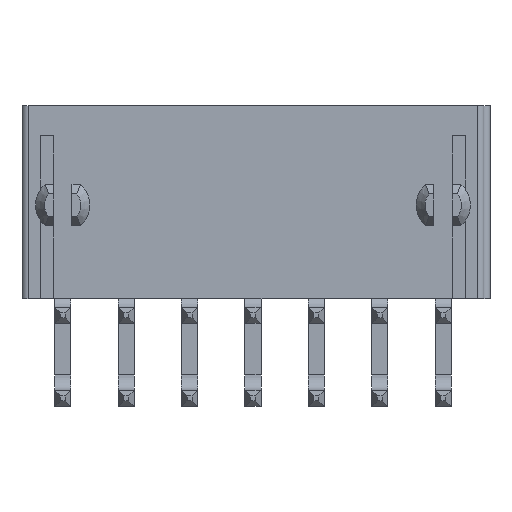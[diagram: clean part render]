
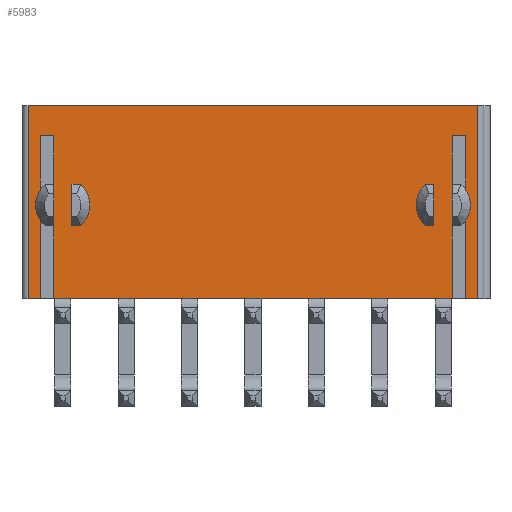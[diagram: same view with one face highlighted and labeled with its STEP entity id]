
A CAD part, front view. The second image highlights one B-rep face of the part: STEP entity #5983.
In plain terms, the highlighted planar face has unit normal (0, -1, 0).
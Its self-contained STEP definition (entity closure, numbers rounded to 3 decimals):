
#22=DIRECTION('',(-1.,0.,0.));
#23=VECTOR('',#22,29.8);
#24=CARTESIAN_POINT('',(14.9,0.4,0.));
#25=LINE('',#24,#23);
#369=DIRECTION('',(0.,0.,1.));
#370=VECTOR('',#369,12.8);
#371=CARTESIAN_POINT('',(-14.9,0.4,-12.8));
#372=LINE('',#371,#370);
#378=DIRECTION('',(0.,0.,-1.));
#379=VECTOR('',#378,2.741);
#380=CARTESIAN_POINT('',(11.99,0.4,-5.23));
#381=LINE('',#380,#379);
#382=DIRECTION('',(0.,0.,1.));
#383=VECTOR('',#382,2.741);
#384=CARTESIAN_POINT('',(-11.99,0.4,-7.97));
#385=LINE('',#384,#383);
#386=DIRECTION('',(-1.,0.,0.));
#387=VECTOR('',#386,0.89);
#388=CARTESIAN_POINT('',(14.1,0.4,-2.));
#389=LINE('',#388,#387);
#390=DIRECTION('',(-1.,0.,0.));
#391=VECTOR('',#390,0.89);
#392=CARTESIAN_POINT('',(-13.21,0.4,-2.));
#393=LINE('',#392,#391);
#394=DIRECTION('',(0.,0.,1.));
#395=VECTOR('',#394,10.8);
#396=CARTESIAN_POINT('',(-14.1,0.4,-12.8));
#397=LINE('',#396,#395);
#398=DIRECTION('',(0.,0.,1.));
#399=VECTOR('',#398,10.8);
#400=CARTESIAN_POINT('',(14.1,0.4,-12.8));
#401=LINE('',#400,#399);
#407=CARTESIAN_POINT('',(12.6,0.4,-6.6));
#408=DIRECTION('',(0.,1.,0.));
#409=DIRECTION('',(-0.407,0.,-0.914));
#410=AXIS2_PLACEMENT_3D('',#407,#408,#409);
#531=DIRECTION('',(0.,0.,1.));
#532=VECTOR('',#531,10.8);
#533=CARTESIAN_POINT('',(13.21,0.4,-12.8));
#534=LINE('',#533,#532);
#571=DIRECTION('',(-1.,0.,0.));
#572=VECTOR('',#571,0.8);
#573=CARTESIAN_POINT('',(-14.1,0.4,-12.8));
#574=LINE('',#573,#572);
#579=DIRECTION('',(-1.,0.,0.));
#580=VECTOR('',#579,26.42);
#581=CARTESIAN_POINT('',(13.21,0.4,-12.8));
#582=LINE('',#581,#580);
#587=DIRECTION('',(-1.,0.,0.));
#588=VECTOR('',#587,0.8);
#589=CARTESIAN_POINT('',(14.9,0.4,-12.8));
#590=LINE('',#589,#588);
#848=DIRECTION('',(0.,0.,-1.));
#849=VECTOR('',#848,10.8);
#850=CARTESIAN_POINT('',(-13.21,0.4,-2.));
#851=LINE('',#850,#849);
#876=CARTESIAN_POINT('',(-12.6,0.4,-6.6));
#877=DIRECTION('',(0.,1.,0.));
#878=DIRECTION('',(0.407,0.,0.914));
#879=AXIS2_PLACEMENT_3D('',#876,#877,#878);
#1137=DIRECTION('',(0.,0.,1.));
#1138=VECTOR('',#1137,12.8);
#1139=CARTESIAN_POINT('',(14.9,0.4,-12.8));
#1140=LINE('',#1139,#1138);
#4453=CARTESIAN_POINT('',(14.9,0.4,-12.8));
#4454=CARTESIAN_POINT('',(14.9,0.4,0.));
#4455=VERTEX_POINT('',#4453);
#4456=VERTEX_POINT('',#4454);
#4481=CARTESIAN_POINT('',(-14.9,0.4,0.));
#4482=VERTEX_POINT('',#4481);
#4483=CARTESIAN_POINT('',(-14.9,0.4,-12.8));
#4484=VERTEX_POINT('',#4483);
#4485=CARTESIAN_POINT('',(11.99,0.4,-5.23));
#4486=CARTESIAN_POINT('',(11.99,0.4,-7.97));
#4487=VERTEX_POINT('',#4485);
#4488=VERTEX_POINT('',#4486);
#4533=CARTESIAN_POINT('',(-11.99,0.4,-7.97));
#4534=CARTESIAN_POINT('',(-11.99,0.4,-5.23));
#4535=VERTEX_POINT('',#4533);
#4536=VERTEX_POINT('',#4534);
#4597=CARTESIAN_POINT('',(14.1,0.4,-2.));
#4598=CARTESIAN_POINT('',(13.21,0.4,-2.));
#4599=VERTEX_POINT('',#4597);
#4600=VERTEX_POINT('',#4598);
#4601=CARTESIAN_POINT('',(14.1,0.4,-12.8));
#4602=VERTEX_POINT('',#4601);
#4603=CARTESIAN_POINT('',(-14.1,0.4,-12.8));
#4604=CARTESIAN_POINT('',(-14.1,0.4,-2.));
#4605=VERTEX_POINT('',#4603);
#4606=VERTEX_POINT('',#4604);
#4607=CARTESIAN_POINT('',(-13.21,0.4,-2.));
#4608=VERTEX_POINT('',#4607);
#4609=CARTESIAN_POINT('',(13.21,0.4,-12.8));
#4610=VERTEX_POINT('',#4609);
#4611=CARTESIAN_POINT('',(-13.21,0.4,-12.8));
#4612=VERTEX_POINT('',#4611);
#5942=CARTESIAN_POINT('',(15.3,0.4,0.));
#5943=DIRECTION('',(0.,-1.,0.));
#5944=DIRECTION('',(-1.,0.,0.));
#5945=AXIS2_PLACEMENT_3D('',#5942,#5943,#5944);
#5946=PLANE('',#5945);
#5948=ORIENTED_EDGE('',*,*,#5947,.T.);
#5950=ORIENTED_EDGE('',*,*,#5949,.F.);
#5952=ORIENTED_EDGE('',*,*,#5951,.T.);
#5954=ORIENTED_EDGE('',*,*,#5953,.F.);
#5956=ORIENTED_EDGE('',*,*,#5955,.T.);
#5958=ORIENTED_EDGE('',*,*,#5957,.F.);
#5960=ORIENTED_EDGE('',*,*,#5959,.T.);
#5961=ORIENTED_EDGE('',*,*,#5935,.T.);
#5962=ORIENTED_EDGE('',*,*,#5668,.F.);
#5964=ORIENTED_EDGE('',*,*,#5963,.F.);
#5966=ORIENTED_EDGE('',*,*,#5965,.T.);
#5968=ORIENTED_EDGE('',*,*,#5967,.T.);
#5969=EDGE_LOOP('',(#5948,#5950,#5952,#5954,#5956,#5958,#5960,#5961,#5962,#5964,
#5966,#5968));
#5970=FACE_OUTER_BOUND('',#5969,.F.);
#5972=ORIENTED_EDGE('',*,*,#5971,.F.);
#5974=ORIENTED_EDGE('',*,*,#5973,.F.);
#5975=EDGE_LOOP('',(#5972,#5974));
#5976=FACE_BOUND('',#5975,.F.);
#5978=ORIENTED_EDGE('',*,*,#5977,.F.);
#5980=ORIENTED_EDGE('',*,*,#5979,.F.);
#5981=EDGE_LOOP('',(#5978,#5980));
#5982=FACE_BOUND('',#5981,.F.);
#5983=ADVANCED_FACE('',(#5970,#5976,#5982),#5946,.T.);
#411=CIRCLE('',#410,1.5);
#880=CIRCLE('',#879,1.5);
#5668=EDGE_CURVE('',#4456,#4482,#25,.T.);
#5935=EDGE_CURVE('',#4484,#4482,#372,.T.);
#5947=EDGE_CURVE('',#4599,#4600,#389,.T.);
#5949=EDGE_CURVE('',#4610,#4600,#534,.T.);
#5951=EDGE_CURVE('',#4610,#4612,#582,.T.);
#5953=EDGE_CURVE('',#4608,#4612,#851,.T.);
#5955=EDGE_CURVE('',#4608,#4606,#393,.T.);
#5957=EDGE_CURVE('',#4605,#4606,#397,.T.);
#5959=EDGE_CURVE('',#4605,#4484,#574,.T.);
#5963=EDGE_CURVE('',#4455,#4456,#1140,.T.);
#5965=EDGE_CURVE('',#4455,#4602,#590,.T.);
#5967=EDGE_CURVE('',#4602,#4599,#401,.T.);
#5971=EDGE_CURVE('',#4536,#4535,#880,.T.);
#5973=EDGE_CURVE('',#4535,#4536,#385,.T.);
#5977=EDGE_CURVE('',#4488,#4487,#411,.T.);
#5979=EDGE_CURVE('',#4487,#4488,#381,.T.);
